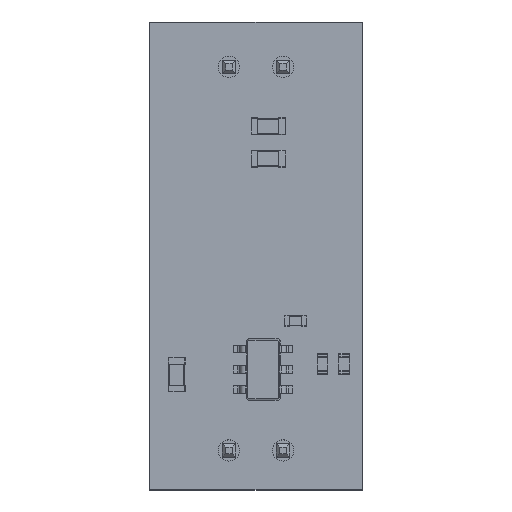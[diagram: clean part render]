
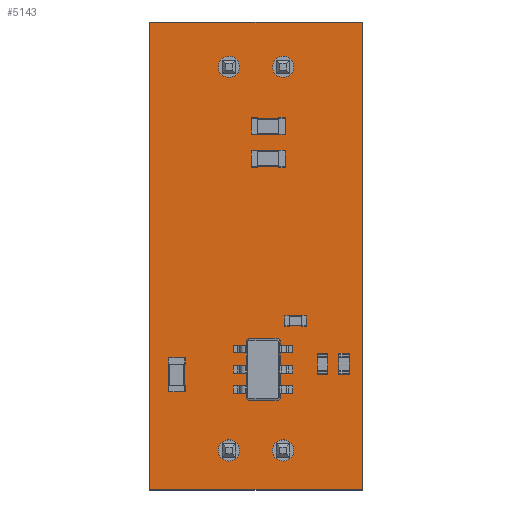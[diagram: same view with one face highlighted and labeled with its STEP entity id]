
A CAD part, top view. The second image highlights one B-rep face of the part: STEP entity #5143.
In plain terms, the highlighted planar face has unit normal (0, 0, 1).
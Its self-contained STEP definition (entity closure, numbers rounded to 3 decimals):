
#23=FACE_BOUND('',#832,.T.);
#24=FACE_BOUND('',#833,.T.);
#25=FACE_BOUND('',#834,.T.);
#26=FACE_BOUND('',#835,.T.);
#285=CIRCLE('',#5620,0.5);
#286=CIRCLE('',#5621,0.5);
#287=CIRCLE('',#5622,0.5);
#288=CIRCLE('',#5623,0.5);
#551=FACE_OUTER_BOUND('',#831,.T.);
#831=EDGE_LOOP('',(#4381,#4382,#4383,#4384));
#832=EDGE_LOOP('',(#4385));
#833=EDGE_LOOP('',(#4386));
#834=EDGE_LOOP('',(#4387));
#835=EDGE_LOOP('',(#4388));
#1382=LINE('',#8375,#1938);
#1386=LINE('',#8383,#1942);
#1388=LINE('',#8387,#1944);
#1392=LINE('',#8402,#1948);
#1938=VECTOR('',#6960,1.);
#1942=VECTOR('',#6966,1.);
#1944=VECTOR('',#6970,1.);
#1948=VECTOR('',#6986,1.);
#2366=VERTEX_POINT('',#8372);
#2367=VERTEX_POINT('',#8374);
#2370=VERTEX_POINT('',#8381);
#2371=VERTEX_POINT('',#8386);
#2377=VERTEX_POINT('',#8403);
#2378=VERTEX_POINT('',#8405);
#2379=VERTEX_POINT('',#8407);
#2380=VERTEX_POINT('',#8409);
#3034=EDGE_CURVE('',#2366,#2367,#1382,.T.);
#3038=EDGE_CURVE('',#2370,#2366,#1386,.T.);
#3040=EDGE_CURVE('',#2367,#2371,#1388,.T.);
#3048=EDGE_CURVE('',#2371,#2370,#1392,.T.);
#3049=EDGE_CURVE('',#2377,#2377,#285,.T.);
#3050=EDGE_CURVE('',#2378,#2378,#286,.T.);
#3051=EDGE_CURVE('',#2379,#2379,#287,.T.);
#3052=EDGE_CURVE('',#2380,#2380,#288,.T.);
#4381=ORIENTED_EDGE('',*,*,#3034,.F.);
#4382=ORIENTED_EDGE('',*,*,#3038,.F.);
#4383=ORIENTED_EDGE('',*,*,#3048,.F.);
#4384=ORIENTED_EDGE('',*,*,#3040,.F.);
#4385=ORIENTED_EDGE('',*,*,#3049,.T.);
#4386=ORIENTED_EDGE('',*,*,#3050,.T.);
#4387=ORIENTED_EDGE('',*,*,#3051,.T.);
#4388=ORIENTED_EDGE('',*,*,#3052,.T.);
#4615=PLANE('',#5619);
#5143=ADVANCED_FACE('',(#551,#23,#24,#25,#26),#4615,.T.);
#5619=AXIS2_PLACEMENT_3D('',#8401,#6984,#6985);
#5620=AXIS2_PLACEMENT_3D('',#8404,#6987,#6988);
#5621=AXIS2_PLACEMENT_3D('',#8406,#6989,#6990);
#5622=AXIS2_PLACEMENT_3D('',#8408,#6991,#6992);
#5623=AXIS2_PLACEMENT_3D('',#8410,#6993,#6994);
#6960=DIRECTION('',(-1.,0.,0.));
#6966=DIRECTION('',(0.,-1.,0.));
#6970=DIRECTION('',(0.,1.,0.));
#6984=DIRECTION('center_axis',(0.,0.,1.));
#6985=DIRECTION('ref_axis',(1.,0.,0.));
#6986=DIRECTION('',(1.,0.,0.));
#6987=DIRECTION('center_axis',(0.,0.,-1.));
#6988=DIRECTION('ref_axis',(0.,-1.,0.));
#6989=DIRECTION('center_axis',(0.,0.,-1.));
#6990=DIRECTION('ref_axis',(0.,-1.,0.));
#6991=DIRECTION('center_axis',(0.,0.,-1.));
#6992=DIRECTION('ref_axis',(0.,-1.,0.));
#6993=DIRECTION('center_axis',(0.,0.,-1.));
#6994=DIRECTION('ref_axis',(0.,-1.,0.));
#8372=CARTESIAN_POINT('',(143.096,-88.724,1.6));
#8374=CARTESIAN_POINT('',(133.096,-88.724,1.6));
#8375=CARTESIAN_POINT('',(143.096,-88.724,1.6));
#8381=CARTESIAN_POINT('',(143.096,-66.724,1.6));
#8383=CARTESIAN_POINT('',(143.096,-66.724,1.6));
#8386=CARTESIAN_POINT('',(133.096,-66.724,1.6));
#8387=CARTESIAN_POINT('',(133.096,-88.724,1.6));
#8401=CARTESIAN_POINT('Origin',(0.,0.,1.6));
#8402=CARTESIAN_POINT('',(133.096,-66.724,1.6));
#8403=CARTESIAN_POINT('',(136.826,-86.368,1.6));
#8404=CARTESIAN_POINT('Origin',(136.826,-86.868,1.6));
#8405=CARTESIAN_POINT('',(139.366,-86.368,1.6));
#8406=CARTESIAN_POINT('Origin',(139.366,-86.868,1.6));
#8407=CARTESIAN_POINT('',(136.826,-68.334,1.6));
#8408=CARTESIAN_POINT('Origin',(136.826,-68.834,1.6));
#8409=CARTESIAN_POINT('',(139.366,-68.334,1.6));
#8410=CARTESIAN_POINT('Origin',(139.366,-68.834,1.6));
